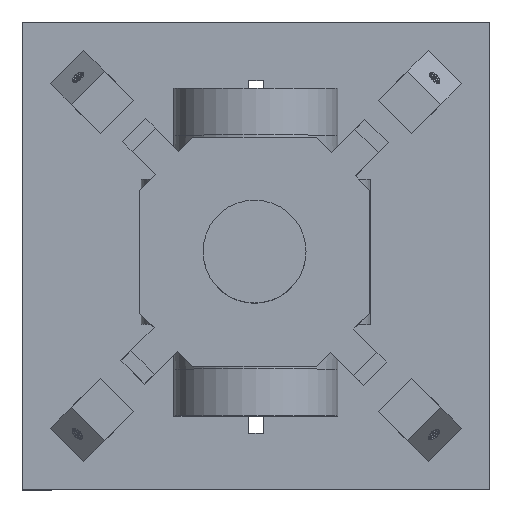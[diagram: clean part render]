
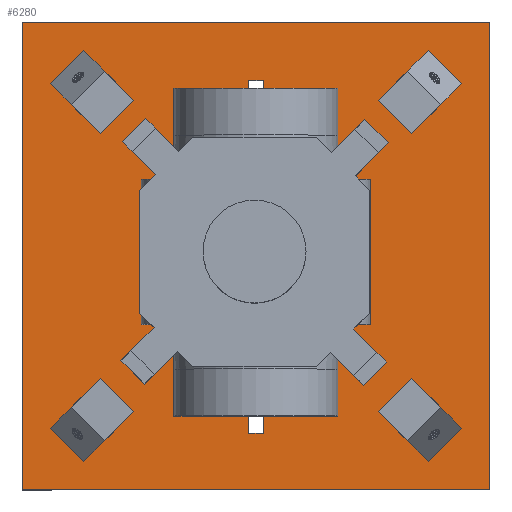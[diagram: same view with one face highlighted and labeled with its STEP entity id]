
A CAD part, top view. The second image highlights one B-rep face of the part: STEP entity #6280.
In plain terms, the highlighted planar face has unit normal (0, 0, 1).
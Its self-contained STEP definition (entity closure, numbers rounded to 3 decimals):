
#637=FACE_BOUND('',#1336,.T.);
#638=FACE_BOUND('',#1337,.T.);
#639=FACE_BOUND('',#1338,.T.);
#640=FACE_BOUND('',#1339,.T.);
#641=FACE_BOUND('',#1340,.T.);
#642=FACE_BOUND('',#1341,.T.);
#974=FACE_OUTER_BOUND('',#1335,.T.);
#1335=EDGE_LOOP('',(#5786,#5787,#5788,#5789));
#1336=EDGE_LOOP('',(#5790,#5791,#5792,#5793));
#1337=EDGE_LOOP('',(#5794,#5795,#5796,#5797));
#1338=EDGE_LOOP('',(#5798,#5799,#5800,#5801));
#1339=EDGE_LOOP('',(#5802,#5803,#5804,#5805));
#1340=EDGE_LOOP('',(#5806,#5807,#5808,#5809));
#1341=EDGE_LOOP('',(#5810,#5811,#5812,#5813));
#1768=LINE('',#20524,#2265);
#1771=LINE('',#20529,#2268);
#1773=LINE('',#20534,#2270);
#1776=LINE('',#20539,#2273);
#1778=LINE('',#20544,#2275);
#1781=LINE('',#20549,#2278);
#1783=LINE('',#20557,#2280);
#1788=LINE('',#20566,#2285);
#1791=LINE('',#20573,#2288);
#1793=LINE('',#20576,#2290);
#1795=LINE('',#20584,#2292);
#1800=LINE('',#20593,#2297);
#1803=LINE('',#20600,#2300);
#1805=LINE('',#20603,#2302);
#1807=LINE('',#20611,#2304);
#1812=LINE('',#20620,#2309);
#1815=LINE('',#20627,#2312);
#1817=LINE('',#20630,#2314);
#1819=LINE('',#20638,#2316);
#1824=LINE('',#20647,#2321);
#1827=LINE('',#20654,#2324);
#1829=LINE('',#20657,#2326);
#1830=LINE('',#20660,#2327);
#1832=LINE('',#20663,#2329);
#1833=LINE('',#20666,#2330);
#1835=LINE('',#20669,#2332);
#1836=LINE('',#20672,#2333);
#1838=LINE('',#20675,#2335);
#2265=VECTOR('',#7896,10.);
#2268=VECTOR('',#7901,10.);
#2270=VECTOR('',#7905,10.);
#2273=VECTOR('',#7910,10.);
#2275=VECTOR('',#7914,10.);
#2278=VECTOR('',#7919,10.);
#2280=VECTOR('',#7927,10.);
#2285=VECTOR('',#7934,10.);
#2288=VECTOR('',#7941,10.);
#2290=VECTOR('',#7945,10.);
#2292=VECTOR('',#7953,10.);
#2297=VECTOR('',#7960,10.);
#2300=VECTOR('',#7967,10.);
#2302=VECTOR('',#7971,10.);
#2304=VECTOR('',#7979,10.);
#2309=VECTOR('',#7986,10.);
#2312=VECTOR('',#7993,10.);
#2314=VECTOR('',#7997,10.);
#2316=VECTOR('',#8005,10.);
#2321=VECTOR('',#8012,10.);
#2324=VECTOR('',#8019,10.);
#2326=VECTOR('',#8023,10.);
#2327=VECTOR('',#8026,10.);
#2329=VECTOR('',#8030,10.);
#2330=VECTOR('',#8033,10.);
#2332=VECTOR('',#8037,10.);
#2333=VECTOR('',#8040,10.);
#2335=VECTOR('',#8044,10.);
#2980=VERTEX_POINT('',#20521);
#2981=VERTEX_POINT('',#20523);
#2982=VERTEX_POINT('',#20527);
#2983=VERTEX_POINT('',#20531);
#2984=VERTEX_POINT('',#20533);
#2985=VERTEX_POINT('',#20537);
#2986=VERTEX_POINT('',#20541);
#2987=VERTEX_POINT('',#20543);
#2988=VERTEX_POINT('',#20547);
#2989=VERTEX_POINT('',#20553);
#2991=VERTEX_POINT('',#20556);
#2994=VERTEX_POINT('',#20564);
#2996=VERTEX_POINT('',#20572);
#2997=VERTEX_POINT('',#20580);
#2999=VERTEX_POINT('',#20583);
#3002=VERTEX_POINT('',#20591);
#3004=VERTEX_POINT('',#20599);
#3005=VERTEX_POINT('',#20607);
#3007=VERTEX_POINT('',#20610);
#3010=VERTEX_POINT('',#20618);
#3012=VERTEX_POINT('',#20626);
#3013=VERTEX_POINT('',#20634);
#3015=VERTEX_POINT('',#20637);
#3018=VERTEX_POINT('',#20645);
#3020=VERTEX_POINT('',#20653);
#3021=VERTEX_POINT('',#20659);
#3022=VERTEX_POINT('',#20665);
#3023=VERTEX_POINT('',#20671);
#3883=EDGE_CURVE('',#2981,#2980,#1768,.T.);
#3886=EDGE_CURVE('',#2980,#2982,#1771,.T.);
#3888=EDGE_CURVE('',#2984,#2983,#1773,.T.);
#3891=EDGE_CURVE('',#2983,#2985,#1776,.T.);
#3893=EDGE_CURVE('',#2987,#2986,#1778,.T.);
#3896=EDGE_CURVE('',#2986,#2988,#1781,.T.);
#3898=EDGE_CURVE('',#2991,#2989,#1783,.T.);
#3903=EDGE_CURVE('',#2989,#2994,#1788,.T.);
#3906=EDGE_CURVE('',#2994,#2996,#1791,.T.);
#3908=EDGE_CURVE('',#2996,#2991,#1793,.T.);
#3910=EDGE_CURVE('',#2999,#2997,#1795,.T.);
#3915=EDGE_CURVE('',#2997,#3002,#1800,.T.);
#3918=EDGE_CURVE('',#3002,#3004,#1803,.T.);
#3920=EDGE_CURVE('',#3004,#2999,#1805,.T.);
#3922=EDGE_CURVE('',#3007,#3005,#1807,.T.);
#3927=EDGE_CURVE('',#3005,#3010,#1812,.T.);
#3930=EDGE_CURVE('',#3010,#3012,#1815,.T.);
#3932=EDGE_CURVE('',#3012,#3007,#1817,.T.);
#3934=EDGE_CURVE('',#3015,#3013,#1819,.T.);
#3939=EDGE_CURVE('',#3013,#3018,#1824,.T.);
#3942=EDGE_CURVE('',#3018,#3020,#1827,.T.);
#3944=EDGE_CURVE('',#3020,#3015,#1829,.T.);
#3945=EDGE_CURVE('',#3021,#2984,#1830,.T.);
#3947=EDGE_CURVE('',#2985,#3021,#1832,.T.);
#3948=EDGE_CURVE('',#3022,#2981,#1833,.T.);
#3950=EDGE_CURVE('',#2982,#3022,#1835,.T.);
#3951=EDGE_CURVE('',#3023,#2987,#1836,.T.);
#3953=EDGE_CURVE('',#2988,#3023,#1838,.T.);
#5786=ORIENTED_EDGE('',*,*,#3896,.T.);
#5787=ORIENTED_EDGE('',*,*,#3953,.T.);
#5788=ORIENTED_EDGE('',*,*,#3951,.T.);
#5789=ORIENTED_EDGE('',*,*,#3893,.T.);
#5790=ORIENTED_EDGE('',*,*,#3903,.T.);
#5791=ORIENTED_EDGE('',*,*,#3906,.T.);
#5792=ORIENTED_EDGE('',*,*,#3908,.T.);
#5793=ORIENTED_EDGE('',*,*,#3898,.T.);
#5794=ORIENTED_EDGE('',*,*,#3915,.T.);
#5795=ORIENTED_EDGE('',*,*,#3918,.T.);
#5796=ORIENTED_EDGE('',*,*,#3920,.T.);
#5797=ORIENTED_EDGE('',*,*,#3910,.T.);
#5798=ORIENTED_EDGE('',*,*,#3927,.T.);
#5799=ORIENTED_EDGE('',*,*,#3930,.T.);
#5800=ORIENTED_EDGE('',*,*,#3932,.T.);
#5801=ORIENTED_EDGE('',*,*,#3922,.T.);
#5802=ORIENTED_EDGE('',*,*,#3939,.T.);
#5803=ORIENTED_EDGE('',*,*,#3942,.T.);
#5804=ORIENTED_EDGE('',*,*,#3944,.T.);
#5805=ORIENTED_EDGE('',*,*,#3934,.T.);
#5806=ORIENTED_EDGE('',*,*,#3886,.T.);
#5807=ORIENTED_EDGE('',*,*,#3950,.T.);
#5808=ORIENTED_EDGE('',*,*,#3948,.T.);
#5809=ORIENTED_EDGE('',*,*,#3883,.T.);
#5810=ORIENTED_EDGE('',*,*,#3891,.T.);
#5811=ORIENTED_EDGE('',*,*,#3947,.T.);
#5812=ORIENTED_EDGE('',*,*,#3945,.T.);
#5813=ORIENTED_EDGE('',*,*,#3888,.T.);
#5948=PLANE('',#6734);
#6280=ADVANCED_FACE('',(#974,#637,#638,#639,#640,#641,#642),#5948,.T.);
#6734=AXIS2_PLACEMENT_3D('',#20676,#8045,#8046);
#7896=DIRECTION('',(0.,1.,0.));
#7901=DIRECTION('',(1.,0.,0.));
#7905=DIRECTION('',(0.,1.,0.));
#7910=DIRECTION('',(1.,0.,0.));
#7914=DIRECTION('',(0.,1.,0.));
#7919=DIRECTION('',(-1.,0.,0.));
#7927=DIRECTION('',(-0.707,-0.707,0.));
#7934=DIRECTION('',(-0.707,0.707,0.));
#7941=DIRECTION('',(0.707,0.707,0.));
#7945=DIRECTION('',(0.707,-0.707,0.));
#7953=DIRECTION('',(0.707,-0.707,0.));
#7960=DIRECTION('',(-0.707,-0.707,0.));
#7967=DIRECTION('',(-0.707,0.707,0.));
#7971=DIRECTION('',(0.707,0.707,0.));
#7979=DIRECTION('',(0.707,0.707,0.));
#7986=DIRECTION('',(0.707,-0.707,0.));
#7993=DIRECTION('',(-0.707,-0.707,0.));
#7997=DIRECTION('',(-0.707,0.707,0.));
#8005=DIRECTION('',(-0.707,0.707,0.));
#8012=DIRECTION('',(0.707,0.707,0.));
#8019=DIRECTION('',(0.707,-0.707,0.));
#8023=DIRECTION('',(-0.707,-0.707,0.));
#8026=DIRECTION('',(-1.,0.,0.));
#8030=DIRECTION('',(0.,-1.,0.));
#8033=DIRECTION('',(-1.,0.,0.));
#8037=DIRECTION('',(0.,-1.,0.));
#8040=DIRECTION('',(1.,0.,0.));
#8044=DIRECTION('',(0.,-1.,0.));
#8045=DIRECTION('center_axis',(0.,0.,1.));
#8046=DIRECTION('ref_axis',(1.,0.,0.));
#20521=CARTESIAN_POINT('',(-51.5,87.5,10.));
#20523=CARTESIAN_POINT('',(-51.5,72.5,10.));
#20524=CARTESIAN_POINT('',(-51.5,72.5,10.));
#20527=CARTESIAN_POINT('',(-48.5,87.5,10.));
#20529=CARTESIAN_POINT('',(-51.5,87.5,10.));
#20531=CARTESIAN_POINT('',(-51.5,27.917,10.));
#20533=CARTESIAN_POINT('',(-51.5,12.083,10.));
#20534=CARTESIAN_POINT('',(-51.5,12.083,10.));
#20537=CARTESIAN_POINT('',(-48.5,27.917,10.));
#20539=CARTESIAN_POINT('',(-51.5,27.917,10.));
#20541=CARTESIAN_POINT('',(0.,100.,10.));
#20543=CARTESIAN_POINT('',(0.,0.,10.));
#20544=CARTESIAN_POINT('',(0.,100.,10.));
#20547=CARTESIAN_POINT('',(-100.,100.,10.));
#20549=CARTESIAN_POINT('',(-100.,100.,10.));
#20553=CARTESIAN_POINT('',(-13.18,6.109,10.));
#20556=CARTESIAN_POINT('',(-6.109,13.18,10.));
#20557=CARTESIAN_POINT('',(-11.412,7.877,10.));
#20564=CARTESIAN_POINT('',(-23.787,16.716,10.));
#20566=CARTESIAN_POINT('',(-38.661,31.59,10.));
#20572=CARTESIAN_POINT('',(-16.716,23.787,10.));
#20573=CARTESIAN_POINT('',(-18.483,22.019,10.));
#20576=CARTESIAN_POINT('',(-26.287,33.358,10.));
#20580=CARTESIAN_POINT('',(-6.109,86.82,10.));
#20583=CARTESIAN_POINT('',(-13.18,93.891,10.));
#20584=CARTESIAN_POINT('',(-7.877,88.588,10.));
#20591=CARTESIAN_POINT('',(-16.716,76.213,10.));
#20593=CARTESIAN_POINT('',(-31.59,61.339,10.));
#20599=CARTESIAN_POINT('',(-23.787,83.284,10.));
#20600=CARTESIAN_POINT('',(-22.019,81.517,10.));
#20603=CARTESIAN_POINT('',(-33.358,73.713,10.));
#20607=CARTESIAN_POINT('',(-86.82,93.891,10.));
#20610=CARTESIAN_POINT('',(-93.891,86.82,10.));
#20611=CARTESIAN_POINT('',(-88.588,92.123,10.));
#20618=CARTESIAN_POINT('',(-76.213,83.284,10.));
#20620=CARTESIAN_POINT('',(-61.339,68.41,10.));
#20626=CARTESIAN_POINT('',(-83.284,76.213,10.));
#20627=CARTESIAN_POINT('',(-81.517,77.981,10.));
#20630=CARTESIAN_POINT('',(-73.713,66.642,10.));
#20634=CARTESIAN_POINT('',(-93.891,13.18,10.));
#20637=CARTESIAN_POINT('',(-86.82,6.109,10.));
#20638=CARTESIAN_POINT('',(-92.123,11.412,10.));
#20645=CARTESIAN_POINT('',(-83.284,23.787,10.));
#20647=CARTESIAN_POINT('',(-68.41,38.661,10.));
#20653=CARTESIAN_POINT('',(-76.213,16.716,10.));
#20654=CARTESIAN_POINT('',(-77.981,18.483,10.));
#20657=CARTESIAN_POINT('',(-66.642,26.287,10.));
#20659=CARTESIAN_POINT('',(-48.5,12.083,10.));
#20660=CARTESIAN_POINT('',(-48.5,12.083,10.));
#20663=CARTESIAN_POINT('',(-48.5,27.917,10.));
#20665=CARTESIAN_POINT('',(-48.5,72.5,10.));
#20666=CARTESIAN_POINT('',(-48.5,72.5,10.));
#20669=CARTESIAN_POINT('',(-48.5,87.5,10.));
#20671=CARTESIAN_POINT('',(-100.,0.,10.));
#20672=CARTESIAN_POINT('',(0.,0.,10.));
#20675=CARTESIAN_POINT('',(-100.,0.,10.));
#20676=CARTESIAN_POINT('Origin',(-50.,50.,10.));
